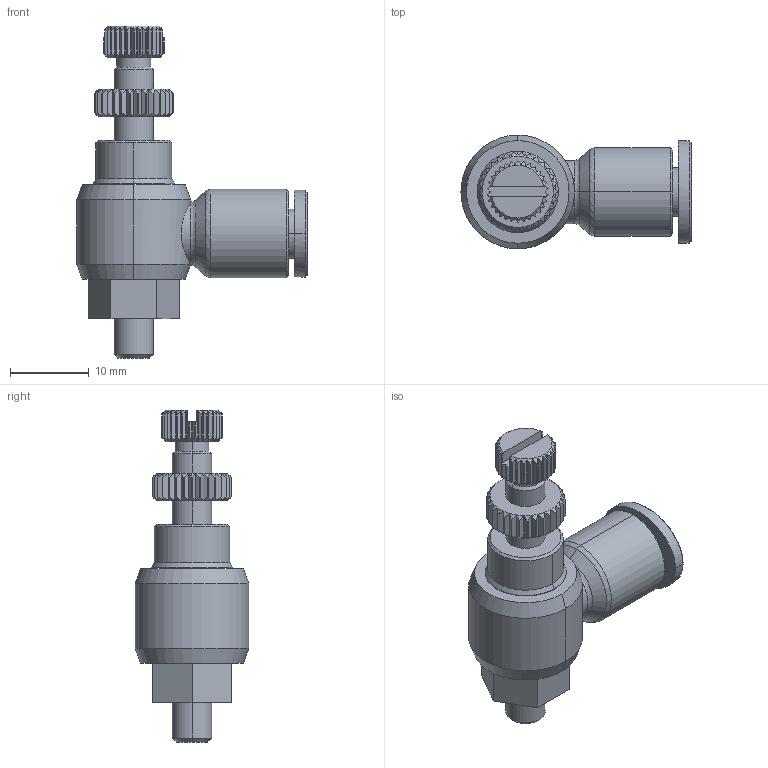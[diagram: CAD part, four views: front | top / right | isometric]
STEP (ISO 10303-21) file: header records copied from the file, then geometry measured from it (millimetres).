
FILE_DESCRIPTION (( 'STEP AP214' ), '1' );
FILE_NAME ('NSE06-M5_OUT.STEP', '2020-03-23T07:59:06', ( '' ), ( '' ), 'SwSTEP 2.0', 'SolidWorks 2020', '' );
FILE_SCHEMA (( 'AUTOMOTIVE_DESIGN' ));
Length unit declared in the file: millimetre
Products named in the file (1): NSE06-M5_OUT
Bounding box: 29.15 x 14.4 x 42.06 mm (x, y, z)
Surface area: 2743 mm2 (no closed solid volume)
Topology: 0 solids, 4 shells, 522 faces, 1449 edges, 921 vertices
Faces by surface type: plane 277, cylinder 127, cone 82, bspline 34, torus 2
Entity records: 24431 total; most frequent: CARTESIAN_POINT 6291, ORIENTED_EDGE 2774, DIRECTION 2303, EDGE_CURVE 1449, VERTEX_POINT 921, LINE 777, VECTOR 777, AXIS2_PLACEMENT_3D 763
